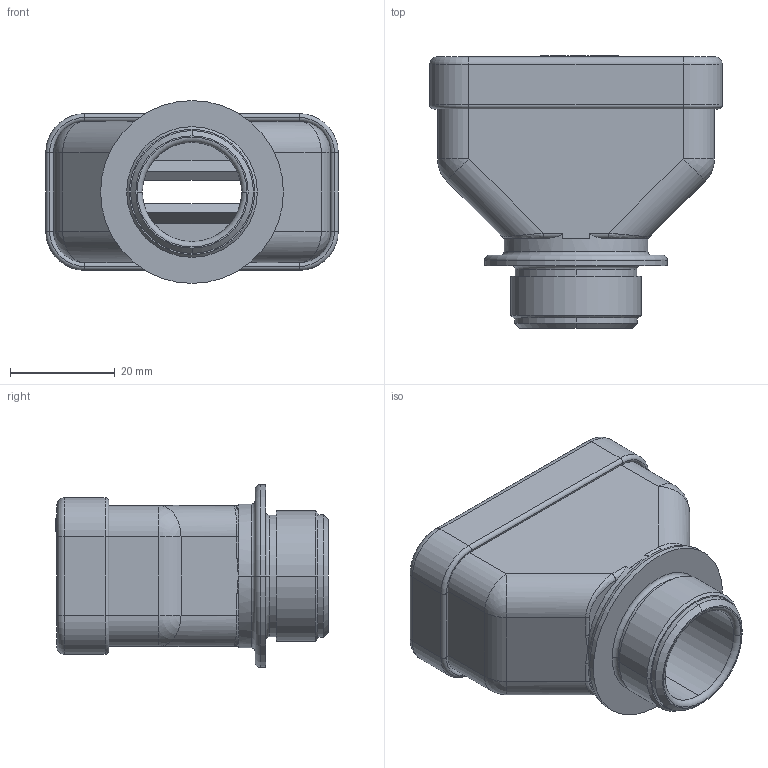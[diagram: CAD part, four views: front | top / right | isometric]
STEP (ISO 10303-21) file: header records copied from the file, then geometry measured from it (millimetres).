
FILE_DESCRIPTION((''),'2;1');
FILE_NAME('2013007_ASM','2015-05-13T',('AndreasKeweloh'),(''),'CREO PARAMETRIC BY PTC INC, 2014500','CREO PARAMETRIC BY PTC INC, 2014500','');
FILE_SCHEMA(('CONFIG_CONTROL_DESIGN'));
Length unit declared in the file: millimetre
Products named in the file (3): 093861_EV189-21-02-02; 093840_EV289-25-01; 2013007_ASM
Assembly tree (2 placements, depth 2):
  2013007_ASM
    093861_EV189-21-02-02
    093840_EV289-25-01
Bounding box: 56 x 52.2 x 35 mm (x, y, z)
Volume: 21331.9 mm3; surface area: 21239.4 mm2
Topology: 2 solids, 2 shells, 293 faces, 712 edges, 434 vertices
Faces by surface type: plane 144, cylinder 70, torus 32, extrusion 31, bspline 8, sphere 4, cone 4
Entity records: 10217 total; most frequent: CARTESIAN_POINT 3369, ORIENTED_EDGE 1408, DIRECTION 1357, EDGE_CURVE 704, VECTOR 475, LINE 444, AXIS2_PLACEMENT_3D 441, VERTEX_POINT 434
